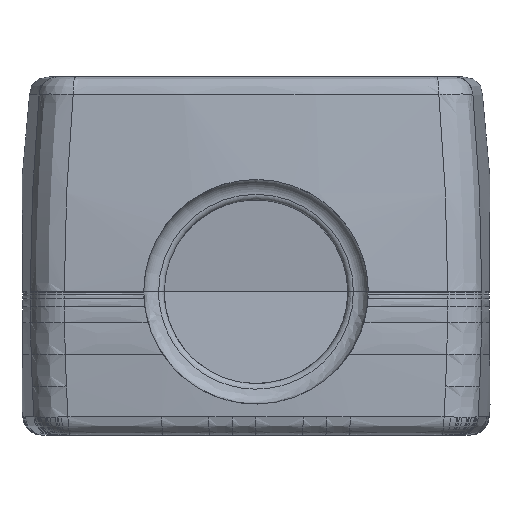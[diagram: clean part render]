
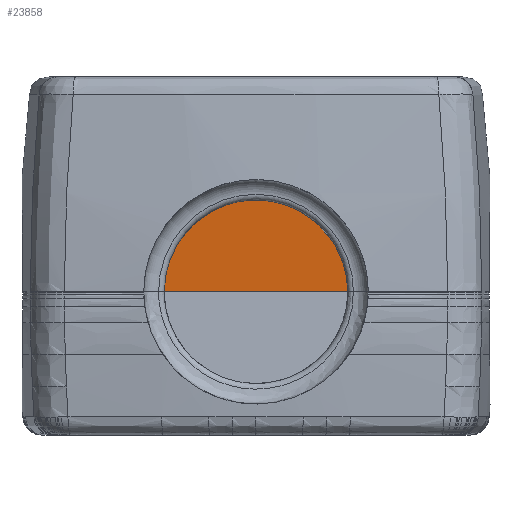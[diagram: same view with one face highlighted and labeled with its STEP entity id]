
A CAD part, left-side view. The second image highlights one B-rep face of the part: STEP entity #23858.
In plain terms, the highlighted face is planar.
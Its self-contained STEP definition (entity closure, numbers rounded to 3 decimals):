
#22147=CARTESIAN_POINT('Vertex',(44.77,-28.75,0.)) ;
#22150=CARTESIAN_POINT('Line Origine',(44.77,0.,0.)) ;
#22154=CARTESIAN_POINT('Vertex',(44.77,28.75,0.)) ;
#23793=CARTESIAN_POINT('Control Point',(44.77,-28.75,0.)) ;
#23794=CARTESIAN_POINT('Control Point',(44.593,-28.75,-2.02)) ;
#23795=CARTESIAN_POINT('Control Point',(44.413,-28.573,-4.085)) ;
#23796=CARTESIAN_POINT('Control Point',(44.231,-28.202,-6.161)) ;
#23797=CARTESIAN_POINT('Control Point',(43.987,-27.432,-8.949)) ;
#23798=CARTESIAN_POINT('Control Point',(43.751,-26.303,-11.646)) ;
#23799=CARTESIAN_POINT('Control Point',(43.689,-25.976,-12.358)) ;
#23800=CARTESIAN_POINT('Control Point',(43.565,-25.268,-13.772)) ;
#23801=CARTESIAN_POINT('Control Point',(43.445,-24.46,-15.14)) ;
#23802=CARTESIAN_POINT('Control Point',(43.387,-24.034,-15.807)) ;
#23803=CARTESIAN_POINT('Control Point',(43.198,-22.551,-17.964)) ;
#23804=CARTESIAN_POINT('Control Point',(43.024,-20.822,-19.953)) ;
#23805=CARTESIAN_POINT('Control Point',(42.912,-19.514,-21.234)) ;
#23806=CARTESIAN_POINT('Control Point',(42.735,-17.081,-23.262)) ;
#23807=CARTESIAN_POINT('Control Point',(42.589,-14.412,-24.929)) ;
#23808=CARTESIAN_POINT('Control Point',(42.533,-13.248,-25.566)) ;
#23809=CARTESIAN_POINT('Control Point',(42.424,-10.624,-26.813)) ;
#23810=CARTESIAN_POINT('Control Point',(42.345,-7.897,-27.712)) ;
#23811=CARTESIAN_POINT('Control Point',(42.312,-6.387,-28.097)) ;
#23812=CARTESIAN_POINT('Control Point',(42.279,-4.329,-28.475)) ;
#23813=CARTESIAN_POINT('Control Point',(42.262,-2.29,-28.666)) ;
#23814=CARTESIAN_POINT('Control Point',(42.259,-1.772,-28.702)) ;
#23815=CARTESIAN_POINT('Control Point',(42.254,-0.734,-28.752)) ;
#23816=CARTESIAN_POINT('Control Point',(42.254,0.301,-28.755)) ;
#23817=CARTESIAN_POINT('Control Point',(42.255,0.821,-28.745)) ;
#23818=CARTESIAN_POINT('Control Point',(42.26,2.096,-28.692)) ;
#23819=CARTESIAN_POINT('Control Point',(42.271,3.379,-28.566)) ;
#23820=CARTESIAN_POINT('Control Point',(42.28,4.203,-28.457)) ;
#23821=CARTESIAN_POINT('Control Point',(42.314,6.482,-28.074)) ;
#23822=CARTESIAN_POINT('Control Point',(42.368,8.749,-27.454)) ;
#23823=CARTESIAN_POINT('Control Point',(42.413,10.219,-26.942)) ;
#23824=CARTESIAN_POINT('Control Point',(42.494,12.398,-26.012)) ;
#23825=CARTESIAN_POINT('Control Point',(42.595,14.482,-24.855)) ;
#23826=CARTESIAN_POINT('Control Point',(42.631,15.153,-24.451)) ;
#23827=CARTESIAN_POINT('Control Point',(42.705,16.465,-23.6)) ;
#23828=CARTESIAN_POINT('Control Point',(42.787,17.721,-22.66)) ;
#23829=CARTESIAN_POINT('Control Point',(42.831,18.335,-22.166)) ;
#23830=CARTESIAN_POINT('Control Point',(42.996,20.532,-20.271)) ;
#23831=CARTESIAN_POINT('Control Point',(43.186,22.483,-18.105)) ;
#23832=CARTESIAN_POINT('Control Point',(43.333,23.735,-16.428)) ;
#23833=CARTESIAN_POINT('Control Point',(43.59,25.535,-13.49)) ;
#23834=CARTESIAN_POINT('Control Point',(43.863,26.864,-10.367)) ;
#23835=CARTESIAN_POINT('Control Point',(43.969,27.3,-9.157)) ;
#23836=CARTESIAN_POINT('Control Point',(44.194,28.065,-6.584)) ;
#23837=CARTESIAN_POINT('Control Point',(44.422,28.521,-3.981)) ;
#23838=CARTESIAN_POINT('Control Point',(44.539,28.675,-2.641)) ;
#23839=CARTESIAN_POINT('Control Point',(44.655,28.75,-1.311)) ;
#23840=CARTESIAN_POINT('Control Point',(44.77,28.75,0.)) ;
#23849=CARTESIAN_POINT('Axis2P3D Location',(44.77,30.75,0.)) ;
#22151=DIRECTION('Vector Direction',(0.,-1.,0.)) ;
#23850=DIRECTION('Axis2P3D Direction',(-0.996,0.,0.087)) ;
#23851=DIRECTION('Axis2P3D XDirection',(0.087,0.,0.996)) ;
#23852=AXIS2_PLACEMENT_3D('Plane Axis2P3D',#23849,#23850,#23851) ;
#23855=ORIENTED_EDGE('',*,*,#23841,.T.) ;
#23856=ORIENTED_EDGE('',*,*,#22156,.T.) ;
#22152=VECTOR('Line Direction',#22151,1.) ;
#23858=ADVANCED_FACE('CLOSED_SHELL #19812',(#23857),#23853,.F.) ;
#23792=B_SPLINE_CURVE_WITH_KNOTS('',5,(#23793,#23794,#23795,#23796,#23797,#23798,#23799,#23800,#23801,#23802,#23803,#23804,#23805,#23806,#23807,#23808,#23809,#23810,#23811,#23812,#23813,#23814,#23815,#23816,#23817,#23818,#23819,#23820,#23821,#23822,#23823,#23824,#23825,#23826,#23827,#23828,#23829,#23830,#23831,#23832,#23833,#23834,#23835,#23836,#23837,#23838,#23839,#23840),.UNSPECIFIED.,.F.,.U.,(6,3,3,3,3,3,3,3,3,3,3,3,3,3,3,6),(0.,15.16,20.589,26.018,38.745,47.844,59.057,62.898,66.772,72.379,83.503,88.982,94.461,109.034,118.314,128.152),.UNSPECIFIED.) ;
#22156=EDGE_CURVE('',#22155,#22148,#22153,.T.) ;
#23841=EDGE_CURVE('',#22148,#22155,#23792,.T.) ;
#23854=EDGE_LOOP('',(#23855,#23856)) ;
#23857=FACE_OUTER_BOUND('',#23854,.T.) ;
#22153=LINE('Line',#22150,#22152) ;
#23853=PLANE('',#23852) ;
#22148=VERTEX_POINT('',#22147) ;
#22155=VERTEX_POINT('',#22154) ;
